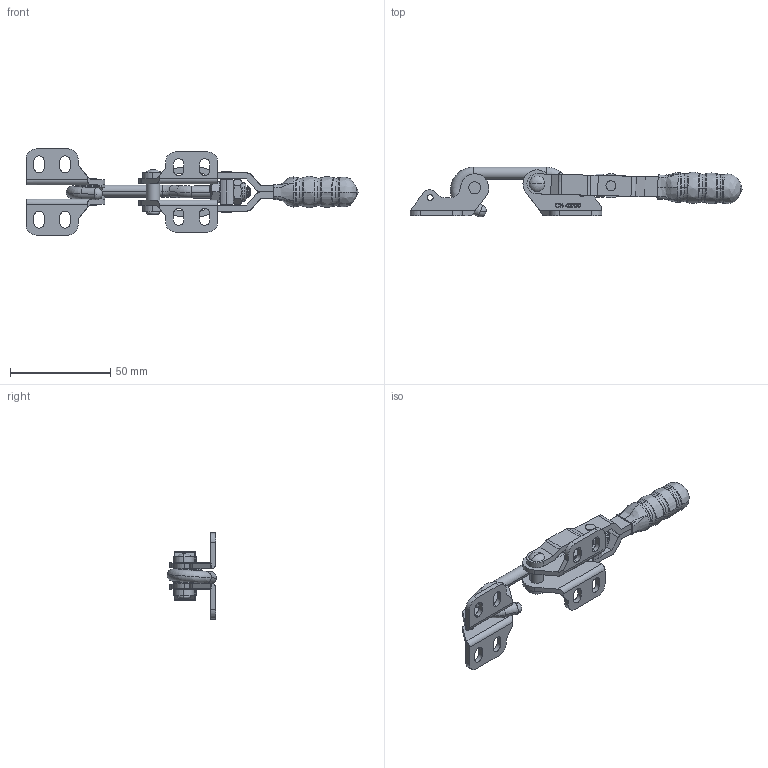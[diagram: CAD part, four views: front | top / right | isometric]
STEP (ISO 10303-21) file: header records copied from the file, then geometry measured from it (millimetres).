
FILE_DESCRIPTION (( 'STEP AP203' ), '1' );
FILE_NAME ('CH-40200.STEP', '2010-06-08T00:47:26', ( '微软用户' ), ( '微软中国' ), 'SwSTEP 2.0', 'SolidWorks 2008', '' );
FILE_SCHEMA (( 'CONFIG_CONTROL_DESIGN' ));
Length unit declared in the file: millimetre
Products named in the file (13): CH-40200-05_默认; CH-40200-03 HOOK_默认; CH-40200-10_默认; M6 NUT_默认; M6 LOCK NUT_默认; CH-40200; CH-40200-01 FLANGED BASE_默认; CH-40200 PERMANENT SEAT_默认; CH-40200-02 HANDLE_默认; CH-40200-06_默认; CH-40200-07_默认; CH-40200-08_默认; CH-40200-09_默认
Assembly tree (12 placements, depth 2):
  CH-40200
    CH-40200-08_默认
    M6 NUT_默认
    CH-40200-09_默认
    CH-40200-10_默认
    M6 LOCK NUT_默认
    CH-40200-07_默认
    CH-40200-02 HANDLE_默认
    CH-40200-03 HOOK_默认
    CH-40200-01 FLANGED BASE_默认
    CH-40200 PERMANENT SEAT_默认
    CH-40200-05_默认
    CH-40200-06_默认
Bounding box: 165.6 x 24.75 x 43 mm (x, y, z)
Volume: 23759.4 mm3; surface area: 22937.6 mm2
Topology: 15 solids, 15 shells, 762 faces, 2050 edges, 1340 vertices
Faces by surface type: plane 276, cylinder 211, bspline 200, torus 40, cone 33, sphere 2
Entity records: 37430 total; most frequent: CARTESIAN_POINT 18402, ORIENTED_EDGE 4074, DIRECTION 3046, EDGE_CURVE 2037, VERTEX_POINT 1338, VECTOR 1030, LINE 1030, AXIS2_PLACEMENT_3D 1008
